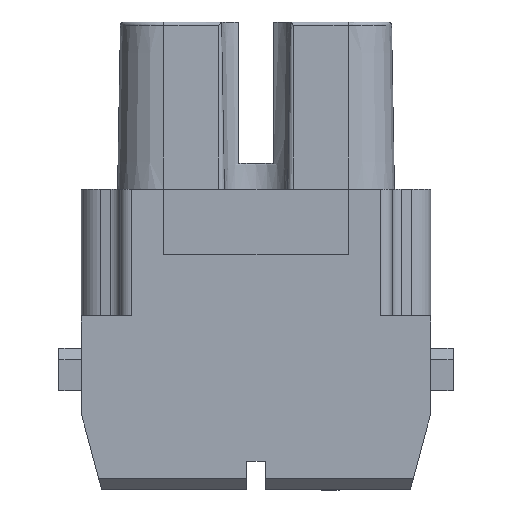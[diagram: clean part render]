
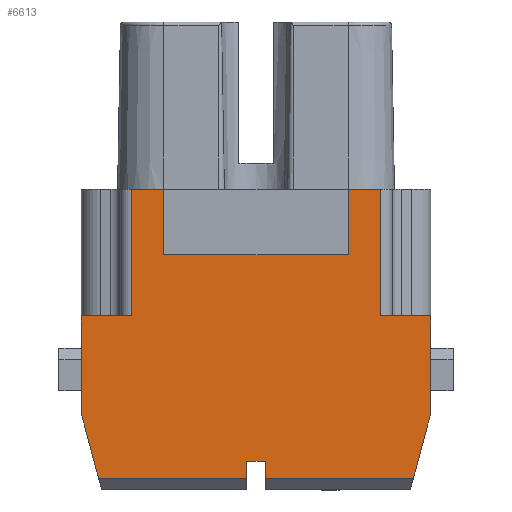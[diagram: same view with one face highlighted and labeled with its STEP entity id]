
A CAD part, left-side view. The second image highlights one B-rep face of the part: STEP entity #6613.
In plain terms, the highlighted planar face has unit normal (-1, 0, 0).
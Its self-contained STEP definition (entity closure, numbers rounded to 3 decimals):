
#5077=FACE_OUTER_BOUND('',#7613,.T.);
#5835=PLANE('',#21319);
#6613=ADVANCED_FACE('',(#5077),#5835,.T.);
#7613=EDGE_LOOP('',(#9245,#9246,#9247,#9248,#9249,#9250,#9251,#9252,#9253,
#9254,#9255,#9256,#9257,#9258,#9259,#9260,#9261,#9262));
#9245=ORIENTED_EDGE('',*,*,#15140,.T.);
#9246=ORIENTED_EDGE('',*,*,#15141,.T.);
#9247=ORIENTED_EDGE('',*,*,#15142,.F.);
#9248=ORIENTED_EDGE('',*,*,#14947,.T.);
#9249=ORIENTED_EDGE('',*,*,#15143,.T.);
#9250=ORIENTED_EDGE('',*,*,#15144,.T.);
#9251=ORIENTED_EDGE('',*,*,#15138,.T.);
#9252=ORIENTED_EDGE('',*,*,#15145,.T.);
#9253=ORIENTED_EDGE('',*,*,#15134,.T.);
#9254=ORIENTED_EDGE('',*,*,#15146,.T.);
#9255=ORIENTED_EDGE('',*,*,#15133,.T.);
#9256=ORIENTED_EDGE('',*,*,#14951,.T.);
#9257=ORIENTED_EDGE('',*,*,#15121,.F.);
#9258=ORIENTED_EDGE('',*,*,#15147,.T.);
#9259=ORIENTED_EDGE('',*,*,#15148,.T.);
#9260=ORIENTED_EDGE('',*,*,#15149,.T.);
#9261=ORIENTED_EDGE('',*,*,#15150,.T.);
#9262=ORIENTED_EDGE('',*,*,#15151,.T.);
#13434=VERTEX_POINT('',#30685);
#13435=VERTEX_POINT('',#30687);
#13437=VERTEX_POINT('',#30693);
#13439=VERTEX_POINT('',#30696);
#13564=VERTEX_POINT('',#31237);
#13570=VERTEX_POINT('',#31260);
#13571=VERTEX_POINT('',#31264);
#13572=VERTEX_POINT('',#31265);
#13573=VERTEX_POINT('',#31270);
#13574=VERTEX_POINT('',#31272);
#13575=VERTEX_POINT('',#31276);
#13576=VERTEX_POINT('',#31277);
#13577=VERTEX_POINT('',#31279);
#13578=VERTEX_POINT('',#31282);
#13579=VERTEX_POINT('',#31287);
#13580=VERTEX_POINT('',#31289);
#13581=VERTEX_POINT('',#31291);
#13582=VERTEX_POINT('',#31293);
#14947=EDGE_CURVE('',#13435,#13434,#18345,.T.);
#14951=EDGE_CURVE('',#13439,#13437,#18348,.T.);
#15121=EDGE_CURVE('',#13564,#13437,#18442,.T.);
#15133=EDGE_CURVE('',#13570,#13439,#18451,.T.);
#15134=EDGE_CURVE('',#13571,#13572,#18452,.T.);
#15138=EDGE_CURVE('',#13574,#13573,#18456,.T.);
#15140=EDGE_CURVE('',#13575,#13576,#18458,.T.);
#15141=EDGE_CURVE('',#13576,#13577,#18459,.T.);
#15142=EDGE_CURVE('',#13435,#13577,#18460,.T.);
#15143=EDGE_CURVE('',#13434,#13578,#18461,.T.);
#15144=EDGE_CURVE('',#13578,#13574,#18462,.T.);
#15145=EDGE_CURVE('',#13573,#13571,#18463,.T.);
#15146=EDGE_CURVE('',#13572,#13570,#18464,.T.);
#15147=EDGE_CURVE('',#13564,#13579,#18465,.T.);
#15148=EDGE_CURVE('',#13579,#13580,#18466,.T.);
#15149=EDGE_CURVE('',#13580,#13581,#18467,.T.);
#15150=EDGE_CURVE('',#13581,#13582,#18468,.T.);
#15151=EDGE_CURVE('',#13582,#13575,#18469,.T.);
#18345=LINE('',#30686,#19267);
#18348=LINE('',#30695,#19270);
#18442=LINE('',#31238,#19364);
#18451=LINE('',#31261,#19373);
#18452=LINE('',#31263,#19374);
#18456=LINE('',#31271,#19378);
#18458=LINE('',#31275,#19380);
#18459=LINE('',#31278,#19381);
#18460=LINE('',#31280,#19382);
#18461=LINE('',#31281,#19383);
#18462=LINE('',#31283,#19384);
#18463=LINE('',#31284,#19385);
#18464=LINE('',#31285,#19386);
#18465=LINE('',#31286,#19387);
#18466=LINE('',#31288,#19388);
#18467=LINE('',#31290,#19389);
#18468=LINE('',#31292,#19390);
#18469=LINE('',#31294,#19391);
#19267=VECTOR('',#22164,1.);
#19270=VECTOR('',#22171,1.);
#19364=VECTOR('',#22467,1.);
#19373=VECTOR('',#22492,1.);
#19374=VECTOR('',#22495,1.);
#19378=VECTOR('',#22501,1.);
#19380=VECTOR('',#22505,1.);
#19381=VECTOR('',#22506,1.);
#19382=VECTOR('',#22507,1.);
#19383=VECTOR('',#22508,1.);
#19384=VECTOR('',#22509,1.);
#19385=VECTOR('',#22510,1.);
#19386=VECTOR('',#22511,1.);
#19387=VECTOR('',#22512,1.);
#19388=VECTOR('',#22513,1.);
#19389=VECTOR('',#22514,1.);
#19390=VECTOR('',#22515,1.);
#19391=VECTOR('',#22516,1.);
#21319=AXIS2_PLACEMENT_3D('',#31295,#22517,#22518);
#22164=DIRECTION('',(0.,1.,0.));
#22171=DIRECTION('',(0.,1.,0.));
#22467=DIRECTION('',(0.,0.,1.));
#22492=DIRECTION('',(0.,0.,-1.));
#22495=DIRECTION('',(0.,0.,1.));
#22501=DIRECTION('',(0.,0.,-1.));
#22505=DIRECTION('',(0.,-1.,0.));
#22506=DIRECTION('',(0.,-0.259,0.966));
#22507=DIRECTION('',(0.,0.,-1.));
#22508=DIRECTION('',(0.,0.,1.));
#22509=DIRECTION('',(0.,1.,0.));
#22510=DIRECTION('',(0.,1.,0.));
#22511=DIRECTION('',(0.,1.,0.));
#22512=DIRECTION('',(0.,-0.259,-0.966));
#22513=DIRECTION('',(0.,-1.,0.));
#22514=DIRECTION('',(0.,0.,1.));
#22515=DIRECTION('',(0.,-1.,0.));
#22516=DIRECTION('',(0.,0.,-1.));
#22517=DIRECTION('',(-1.,0.,0.));
#22518=DIRECTION('',(0.,-1.,0.));
#30685=CARTESIAN_POINT('',(-7.3,-10.8,6.5));
#30686=CARTESIAN_POINT('',(-7.3,-14.35,6.5));
#30687=CARTESIAN_POINT('',(-7.3,-15.15,6.5));
#30693=CARTESIAN_POINT('',(-7.3,15.15,6.5));
#30695=CARTESIAN_POINT('',(-7.3,11.668,6.5));
#30696=CARTESIAN_POINT('',(-7.3,10.8,6.5));
#31237=CARTESIAN_POINT('',(-7.3,15.15,-2.));
#31238=CARTESIAN_POINT('',(-7.3,15.15,1.5));
#31260=CARTESIAN_POINT('',(-7.3,10.8,17.5));
#31261=CARTESIAN_POINT('',(-7.3,10.8,17.5));
#31263=CARTESIAN_POINT('',(-7.3,8.,12.7));
#31264=CARTESIAN_POINT('',(-7.3,8.,11.8));
#31265=CARTESIAN_POINT('',(-7.3,8.,17.5));
#31270=CARTESIAN_POINT('',(-7.3,-8.,11.8));
#31271=CARTESIAN_POINT('',(-7.3,-8.,17.5));
#31272=CARTESIAN_POINT('',(-7.3,-8.,17.5));
#31275=CARTESIAN_POINT('',(-7.3,-0.8,-7.6));
#31276=CARTESIAN_POINT('',(-7.3,-0.8,-7.6));
#31277=CARTESIAN_POINT('',(-7.3,-13.649,-7.6));
#31278=CARTESIAN_POINT('',(-7.3,-13.649,-7.6));
#31279=CARTESIAN_POINT('',(-7.3,-15.15,-2.));
#31280=CARTESIAN_POINT('',(-7.3,-15.15,5.5));
#31281=CARTESIAN_POINT('',(-7.3,-10.8,5.5));
#31282=CARTESIAN_POINT('',(-7.3,-10.8,17.5));
#31283=CARTESIAN_POINT('',(-7.3,-10.8,17.5));
#31284=CARTESIAN_POINT('',(-7.3,-7.8,11.8));
#31285=CARTESIAN_POINT('',(-7.3,8.,17.5));
#31286=CARTESIAN_POINT('',(-7.3,15.15,-2.));
#31287=CARTESIAN_POINT('',(-7.3,13.649,-7.6));
#31288=CARTESIAN_POINT('',(-7.3,13.649,-7.6));
#31289=CARTESIAN_POINT('',(-7.3,0.8,-7.6));
#31290=CARTESIAN_POINT('',(-7.3,0.8,-7.6));
#31291=CARTESIAN_POINT('',(-7.3,0.8,-6.1));
#31292=CARTESIAN_POINT('',(-7.3,0.8,-6.1));
#31293=CARTESIAN_POINT('',(-7.3,-0.8,-6.1));
#31294=CARTESIAN_POINT('',(-7.3,-0.8,-6.1));
#31295=CARTESIAN_POINT('',(-7.3,15.15,1.5));
